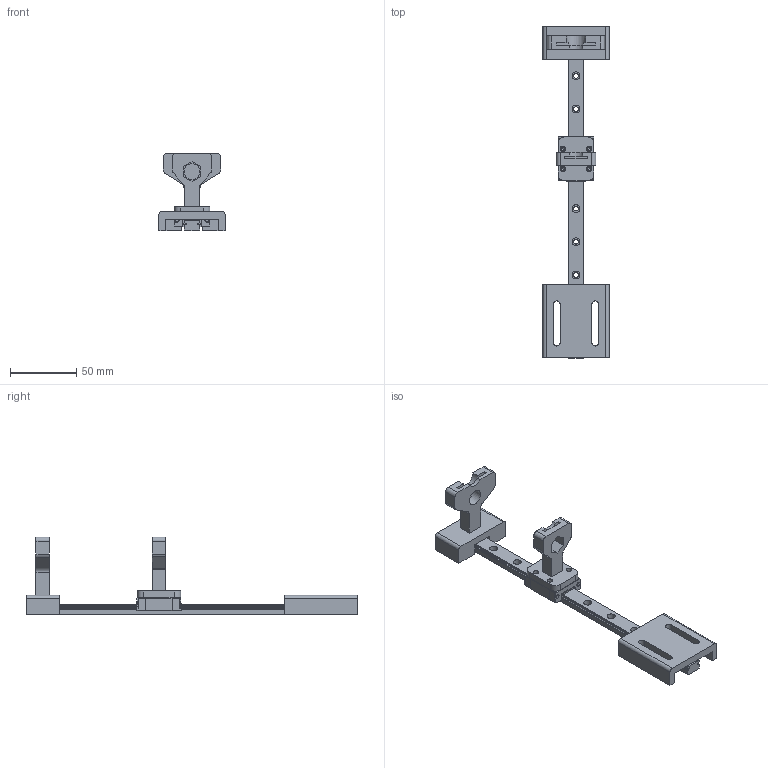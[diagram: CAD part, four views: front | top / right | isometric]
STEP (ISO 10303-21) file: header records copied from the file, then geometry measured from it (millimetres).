
FILE_DESCRIPTION(/* description */ (''),/* implementation_level */ '2;1');
FILE_NAME(/* name */ 'syringeMechanism.step',/* time_stamp */ '2022-08-29T11:50:18+08:00',/* author */ (''),/* organization */ (''),/* preprocessor_version */ 'ST-DEVELOPER v19',/* originating_system */ 'Autodesk Translation Framework v11.7.0.108',/* authorisation */ '');
FILE_SCHEMA (('AUTOMOTIVE_DESIGN { 1 0 10303 214 3 1 1 }'));
Length unit declared in the file: millimetre
Products named in the file (6): Syringe Mechanism; Linear Rail; Sliding Block; Syringe Holder; Motor Mount; Syringe Mount
Assembly tree (5 placements, depth 2):
  Syringe Mechanism
    Linear Rail
    Sliding Block
    Syringe Holder
    Motor Mount
    Syringe Mount
Bounding box: 50 x 250 x 58.45 mm (x, y, z)
Volume: 80255.7 mm3; surface area: 39470 mm2
Topology: 7 solids, 7 shells, 396 faces, 1095 edges, 730 vertices
Faces by surface type: plane 284, cylinder 104, cone 8
Full cylindrical faces by diameter (mm): 2.459 x4, 3 x4, 3.5 x10, 4.091 x4, 6 x10, 12 x1
Entity records: 12808 total; most frequent: CARTESIAN_POINT 2228, ORIENTED_EDGE 2182, DIRECTION 2127, EDGE_CURVE 1091, LINE 869, VECTOR 869, VERTEX_POINT 730, AXIS2_PLACEMENT_3D 629
